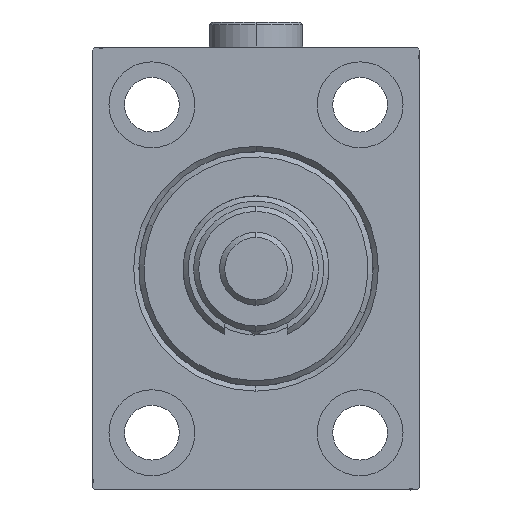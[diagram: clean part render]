
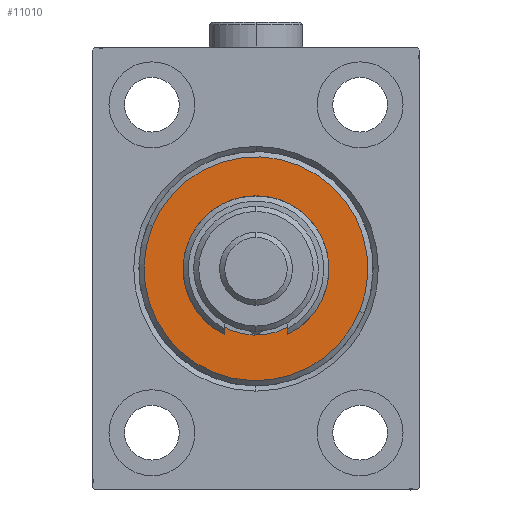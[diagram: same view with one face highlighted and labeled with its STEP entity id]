
A CAD part, left-side view. The second image highlights one B-rep face of the part: STEP entity #11010.
In plain terms, the highlighted face is planar.
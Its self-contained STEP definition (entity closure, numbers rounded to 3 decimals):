
#324 = EDGE_CURVE ( 'NONE', #20968, #28562, #43778, .T. ) ;
#499 = DIRECTION ( 'NONE',  ( 1., 0., 0. ) ) ;
#545 = DIRECTION ( 'NONE',  ( 1., 0., 0. ) ) ;
#1175 = ORIENTED_EDGE ( 'NONE', *, *, #32455, .T. ) ;
#1827 = VERTEX_POINT ( 'NONE', #42585 ) ;
#3101 = EDGE_LOOP ( 'NONE', ( #40788, #3701 ) ) ;
#3652 = VERTEX_POINT ( 'NONE', #11302 ) ;
#3701 = ORIENTED_EDGE ( 'NONE', *, *, #40460, .T. ) ;
#6635 = CIRCLE ( 'NONE', #17488, 21.5 ) ;
#7782 = CARTESIAN_POINT ( 'NONE',  ( 3., 0., 0. ) ) ;
#9895 = AXIS2_PLACEMENT_3D ( 'NONE', #7782, #499, #11189 ) ;
#11010 = ADVANCED_FACE ( 'NONE', ( #41298, #44226 ), #11901, .T. ) ;
#11189 = DIRECTION ( 'NONE',  ( 0., 0., -1. ) ) ;
#11302 = CARTESIAN_POINT ( 'NONE',  ( 3., 0., -21.5 ) ) ;
#11901 = PLANE ( 'NONE',  #9895 ) ;
#13294 = DIRECTION ( 'NONE',  ( 0., 0., -1. ) ) ;
#15038 = CARTESIAN_POINT ( 'NONE',  ( 3., 0., -12.75 ) ) ;
#15753 = CARTESIAN_POINT ( 'NONE',  ( 3., 0., 0. ) ) ;
#16220 = CARTESIAN_POINT ( 'NONE',  ( 3., 0., 12.75 ) ) ;
#17488 = AXIS2_PLACEMENT_3D ( 'NONE', #45453, #545, #30877 ) ;
#19157 = CIRCLE ( 'NONE', #21471, 21.5 ) ;
#20572 = DIRECTION ( 'NONE',  ( -1., 0., 0. ) ) ;
#20954 = DIRECTION ( 'NONE',  ( 1., 0., 0. ) ) ;
#20968 = VERTEX_POINT ( 'NONE', #15038 ) ;
#21331 = CIRCLE ( 'NONE', #29100, 12.75 ) ;
#21471 = AXIS2_PLACEMENT_3D ( 'NONE', #46693, #20954, #24581 ) ;
#22560 = DIRECTION ( 'NONE',  ( 0., 0., -1. ) ) ;
#24581 = DIRECTION ( 'NONE',  ( 0., 0., -1. ) ) ;
#28562 = VERTEX_POINT ( 'NONE', #16220 ) ;
#29042 = AXIS2_PLACEMENT_3D ( 'NONE', #15753, #33492, #22560 ) ;
#29100 = AXIS2_PLACEMENT_3D ( 'NONE', #42914, #20572, #13294 ) ;
#30877 = DIRECTION ( 'NONE',  ( 0., 0., -1. ) ) ;
#31589 = ORIENTED_EDGE ( 'NONE', *, *, #324, .T. ) ;
#32455 = EDGE_CURVE ( 'NONE', #28562, #20968, #21331, .T. ) ;
#33264 = EDGE_CURVE ( 'NONE', #1827, #3652, #6635, .T. ) ;
#33492 = DIRECTION ( 'NONE',  ( -1., 0., 0. ) ) ;
#40460 = EDGE_CURVE ( 'NONE', #3652, #1827, #19157, .T. ) ;
#40788 = ORIENTED_EDGE ( 'NONE', *, *, #33264, .T. ) ;
#41298 = FACE_OUTER_BOUND ( 'NONE', #3101, .T. ) ;
#42351 = EDGE_LOOP ( 'NONE', ( #1175, #31589 ) ) ;
#42585 = CARTESIAN_POINT ( 'NONE',  ( 3., 0., 21.5 ) ) ;
#42914 = CARTESIAN_POINT ( 'NONE',  ( 3., 0., 0. ) ) ;
#43778 = CIRCLE ( 'NONE', #29042, 12.75 ) ;
#44226 = FACE_BOUND ( 'NONE', #42351, .T. ) ;
#45453 = CARTESIAN_POINT ( 'NONE',  ( 3., 0., 0. ) ) ;
#46693 = CARTESIAN_POINT ( 'NONE',  ( 3., 0., 0. ) ) ;
